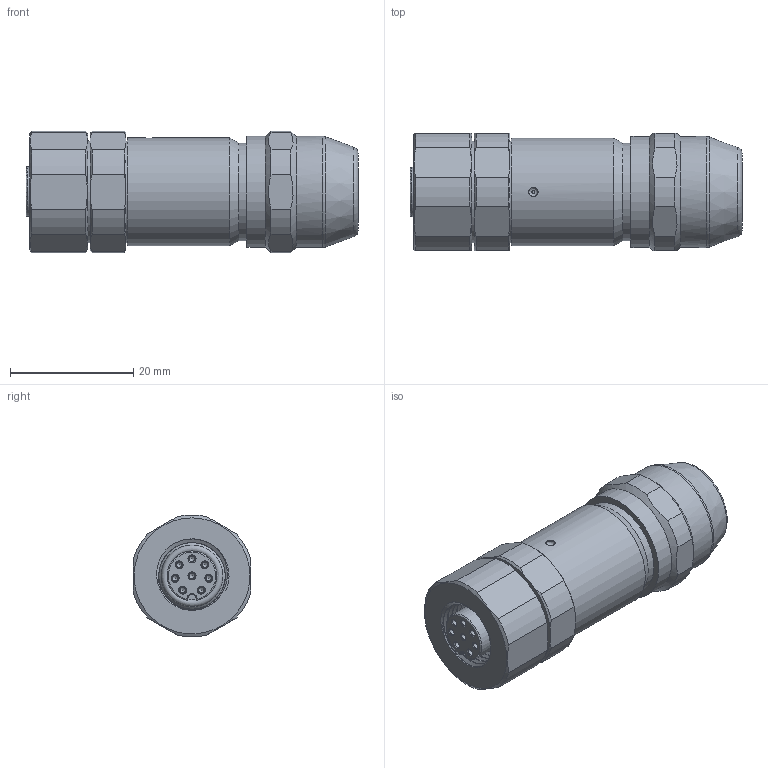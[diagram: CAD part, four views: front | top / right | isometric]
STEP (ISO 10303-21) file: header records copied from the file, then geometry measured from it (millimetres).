
FILE_DESCRIPTION(/* description */ (''),/* implementation_level */ '2;1');
FILE_NAME(/* name */ 'EK8219-0-9.stp',/* time_stamp */ '2023-02-10T14:05:24+08:00',/* author */ (''),/* organization */ (''),/* preprocessor_version */ 'ST-DEVELOPER v16',/* originating_system */ 'SIEMENS PLM Software NX 10.0',/* authorisation */ '');
FILE_SCHEMA (('AP203_CONFIGURATION_CONTROLLED_3D_DESIGN_OF_MECHANICAL_PARTS_AND_ASSEMBLIES_MIM_LF { 1 0 10303 403 2 1 2}'));
Length unit declared in the file: millimetre
Products named in the file (1): dell531C8733ubfp
Bounding box: 53.8 x 19 x 19.77 mm (x, y, z)
Volume: 13142.6 mm3; surface area: 4983.3 mm2
Topology: 1 solids, 1 shells, 214 faces, 561 edges, 366 vertices
Faces by surface type: plane 105, cylinder 60, cone 36, bspline 7, torus 6
Full cylindrical faces by diameter (mm): 0.9 x8, 1 x8, 1.3 x8, 1.5 x1, 8.8 x1, 9.6 x1, 12.5 x1, 15.8 x1, 16.5 x2, 17.5 x1, 18 x2
Entity records: 7422 total; most frequent: CARTESIAN_POINT 2534, DIRECTION 1010, ORIENTED_EDGE 912, EDGE_CURVE 456, AXIS2_PLACEMENT_3D 411, VERTEX_POINT 332, EDGE_LOOP 294, ADVANCED_FACE 214
